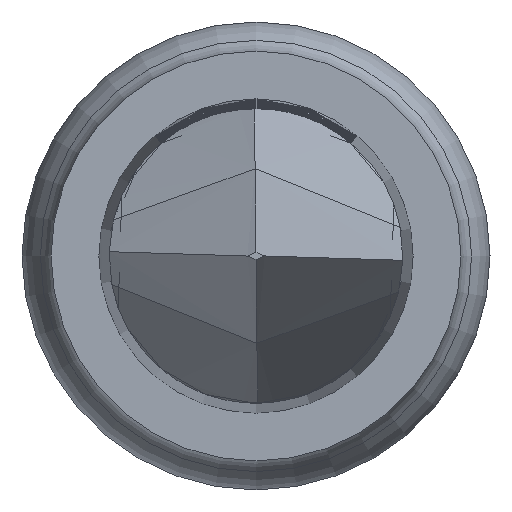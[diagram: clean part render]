
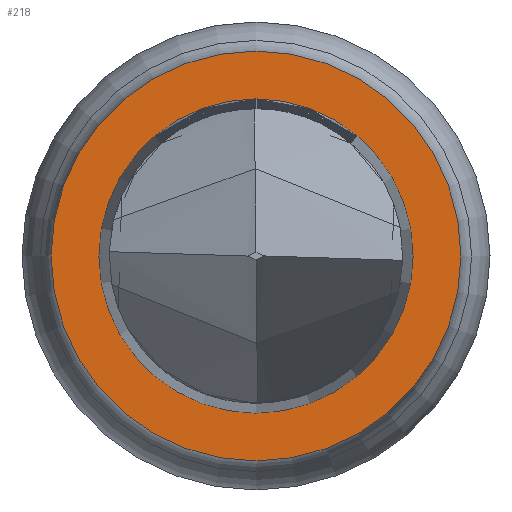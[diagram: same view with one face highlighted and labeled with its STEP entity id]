
A CAD part, left-side view. The second image highlights one B-rep face of the part: STEP entity #218.
In plain terms, the highlighted planar face has unit normal (-1, 0, 0).
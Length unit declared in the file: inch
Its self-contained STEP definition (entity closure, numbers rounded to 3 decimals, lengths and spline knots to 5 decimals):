
#121 = AXIS2_PLACEMENT_3D ( 'NONE', #334, #1597, #324 ) ;
#218 = ADVANCED_FACE ( 'NONE', ( #1500, #1345 ), #1384, .T. ) ;
#238 = CARTESIAN_POINT ( 'NONE',  ( 0., 0., 0. ) ) ;
#324 = DIRECTION ( 'NONE',  ( 0., 0., 1. ) ) ;
#334 = CARTESIAN_POINT ( 'NONE',  ( 0., 0.0165, 0. ) ) ;
#368 = ORIENTED_EDGE ( 'NONE', *, *, #1958, .F. ) ;
#710 = EDGE_CURVE ( 'NONE', #729, #729, #794, .T. ) ;
#729 = VERTEX_POINT ( 'NONE', #1091 ) ;
#794 = CIRCLE ( 'NONE', #1814, 0.0176 ) ;
#1060 = DIRECTION ( 'NONE',  ( 1., 0., 0. ) ) ;
#1091 = CARTESIAN_POINT ( 'NONE',  ( 0., 0., -0.0176 ) ) ;
#1189 = CIRCLE ( 'NONE', #1391, 0.01349 ) ;
#1208 = DIRECTION ( 'NONE',  ( -1., 0., 0. ) ) ;
#1345 = FACE_OUTER_BOUND ( 'NONE', #1868, .T. ) ;
#1384 = PLANE ( 'NONE',  #121 ) ;
#1391 = AXIS2_PLACEMENT_3D ( 'NONE', #1478, #1208, #1716 ) ;
#1478 = CARTESIAN_POINT ( 'NONE',  ( 0., 0., 0. ) ) ;
#1490 = EDGE_LOOP ( 'NONE', ( #368 ) ) ;
#1500 = FACE_BOUND ( 'NONE', #1490, .T. ) ;
#1597 = DIRECTION ( 'NONE',  ( -1., 0., 0. ) ) ;
#1683 = DIRECTION ( 'NONE',  ( 0., 0., -1. ) ) ;
#1716 = DIRECTION ( 'NONE',  ( 0., 0., 1. ) ) ;
#1720 = CARTESIAN_POINT ( 'NONE',  ( 0., 0., 0.01349 ) ) ;
#1748 = VERTEX_POINT ( 'NONE', #1720 ) ;
#1766 = ORIENTED_EDGE ( 'NONE', *, *, #710, .F. ) ;
#1814 = AXIS2_PLACEMENT_3D ( 'NONE', #238, #1060, #1683 ) ;
#1868 = EDGE_LOOP ( 'NONE', ( #1766 ) ) ;
#1958 = EDGE_CURVE ( 'NONE', #1748, #1748, #1189, .T. ) ;
